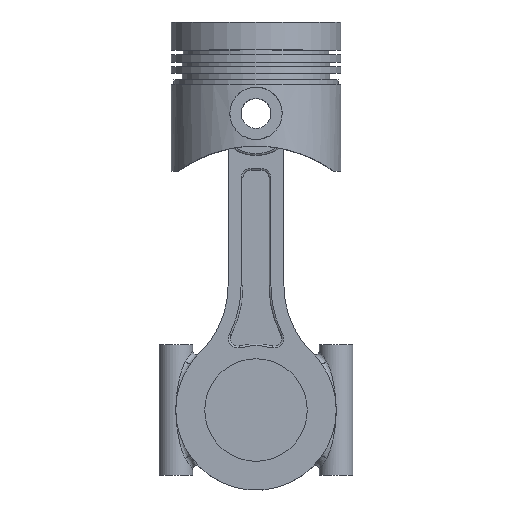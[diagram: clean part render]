
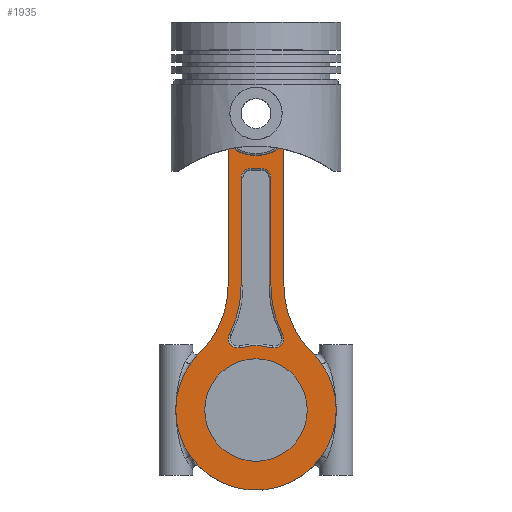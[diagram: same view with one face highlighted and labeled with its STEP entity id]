
A CAD part, top view. The second image highlights one B-rep face of the part: STEP entity #1935.
In plain terms, the highlighted planar face has unit normal (0, 0, 1).
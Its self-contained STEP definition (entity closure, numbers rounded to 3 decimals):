
#105=LINE('',#3284,#173);
#106=LINE('',#3307,#174);
#116=LINE('',#3376,#184);
#117=LINE('',#3378,#185);
#173=VECTOR('',#2620,10.);
#174=VECTOR('',#2649,10.);
#184=VECTOR('',#2731,10.);
#185=VECTOR('',#2732,10.);
#279=FACE_BOUND('',#499,.T.);
#280=FACE_BOUND('',#500,.T.);
#307=PLANE('',#2242);
#373=FACE_OUTER_BOUND('',#498,.T.);
#498=EDGE_LOOP('',(#1471,#1472,#1473,#1474,#1475,#1476,#1477,#1478,#1479,
#1480,#1481,#1482));
#499=EDGE_LOOP('',(#1483));
#500=EDGE_LOOP('',(#1484,#1485,#1486,#1487,#1488,#1489,#1490,#1491,#1492,
#1493));
#609=CIRCLE('',#2126,22.5);
#663=CIRCLE('',#2203,5.);
#666=CIRCLE('',#2207,29.5);
#669=CIRCLE('',#2211,5.);
#673=CIRCLE('',#2217,57.);
#676=CIRCLE('',#2221,5.);
#679=CIRCLE('',#2225,34.5);
#682=CIRCLE('',#2229,5.);
#684=CIRCLE('',#2232,57.);
#689=CIRCLE('',#2243,43.);
#690=CIRCLE('',#2244,43.);
#691=CIRCLE('',#2245,43.);
#692=CIRCLE('',#2246,43.);
#693=CIRCLE('',#2247,43.);
#694=CIRCLE('',#2248,43.);
#695=CIRCLE('',#2249,43.);
#696=CIRCLE('',#2250,50.);
#697=CIRCLE('',#2251,50.);
#698=CIRCLE('',#2252,27.5);
#804=VERTEX_POINT('',#3141);
#805=VERTEX_POINT('',#3142);
#851=VERTEX_POINT('',#3277);
#854=VERTEX_POINT('',#3282);
#856=VERTEX_POINT('',#3287);
#858=VERTEX_POINT('',#3293);
#860=VERTEX_POINT('',#3299);
#862=VERTEX_POINT('',#3305);
#864=VERTEX_POINT('',#3311);
#866=VERTEX_POINT('',#3317);
#868=VERTEX_POINT('',#3323);
#870=VERTEX_POINT('',#3329);
#877=VERTEX_POINT('',#3359);
#878=VERTEX_POINT('',#3360);
#879=VERTEX_POINT('',#3362);
#880=VERTEX_POINT('',#3364);
#881=VERTEX_POINT('',#3366);
#882=VERTEX_POINT('',#3368);
#883=VERTEX_POINT('',#3370);
#884=VERTEX_POINT('',#3372);
#885=VERTEX_POINT('',#3374);
#886=VERTEX_POINT('',#3377);
#887=VERTEX_POINT('',#3380);
#1001=EDGE_CURVE('',#804,#805,#609,.T.);
#1071=EDGE_CURVE('',#854,#851,#105,.T.);
#1073=EDGE_CURVE('',#856,#854,#663,.T.);
#1076=EDGE_CURVE('',#858,#856,#666,.T.);
#1079=EDGE_CURVE('',#860,#858,#669,.T.);
#1082=EDGE_CURVE('',#862,#860,#106,.T.);
#1085=EDGE_CURVE('',#864,#862,#673,.T.);
#1088=EDGE_CURVE('',#866,#864,#676,.T.);
#1091=EDGE_CURVE('',#868,#866,#679,.T.);
#1094=EDGE_CURVE('',#870,#868,#682,.T.);
#1096=EDGE_CURVE('',#851,#870,#684,.T.);
#1109=EDGE_CURVE('',#877,#878,#689,.T.);
#1110=EDGE_CURVE('',#878,#879,#690,.T.);
#1111=EDGE_CURVE('',#879,#880,#691,.T.);
#1112=EDGE_CURVE('',#880,#881,#692,.T.);
#1113=EDGE_CURVE('',#881,#882,#693,.T.);
#1114=EDGE_CURVE('',#882,#883,#694,.T.);
#1115=EDGE_CURVE('',#883,#884,#695,.T.);
#1116=EDGE_CURVE('',#884,#885,#696,.T.);
#1117=EDGE_CURVE('',#885,#804,#116,.T.);
#1118=EDGE_CURVE('',#805,#886,#117,.T.);
#1119=EDGE_CURVE('',#886,#877,#697,.T.);
#1120=EDGE_CURVE('',#887,#887,#698,.T.);
#1471=ORIENTED_EDGE('',*,*,#1109,.T.);
#1472=ORIENTED_EDGE('',*,*,#1110,.T.);
#1473=ORIENTED_EDGE('',*,*,#1111,.T.);
#1474=ORIENTED_EDGE('',*,*,#1112,.T.);
#1475=ORIENTED_EDGE('',*,*,#1113,.T.);
#1476=ORIENTED_EDGE('',*,*,#1114,.T.);
#1477=ORIENTED_EDGE('',*,*,#1115,.T.);
#1478=ORIENTED_EDGE('',*,*,#1116,.T.);
#1479=ORIENTED_EDGE('',*,*,#1117,.T.);
#1480=ORIENTED_EDGE('',*,*,#1001,.T.);
#1481=ORIENTED_EDGE('',*,*,#1118,.T.);
#1482=ORIENTED_EDGE('',*,*,#1119,.T.);
#1483=ORIENTED_EDGE('',*,*,#1120,.T.);
#1484=ORIENTED_EDGE('',*,*,#1071,.F.);
#1485=ORIENTED_EDGE('',*,*,#1073,.F.);
#1486=ORIENTED_EDGE('',*,*,#1076,.F.);
#1487=ORIENTED_EDGE('',*,*,#1079,.F.);
#1488=ORIENTED_EDGE('',*,*,#1082,.F.);
#1489=ORIENTED_EDGE('',*,*,#1085,.F.);
#1490=ORIENTED_EDGE('',*,*,#1088,.F.);
#1491=ORIENTED_EDGE('',*,*,#1091,.F.);
#1492=ORIENTED_EDGE('',*,*,#1094,.F.);
#1493=ORIENTED_EDGE('',*,*,#1096,.F.);
#1935=ADVANCED_FACE('',(#373,#279,#280),#307,.T.);
#2126=AXIS2_PLACEMENT_3D('',#3143,#2453,#2454);
#2203=AXIS2_PLACEMENT_3D('',#3289,#2625,#2626);
#2207=AXIS2_PLACEMENT_3D('',#3295,#2633,#2634);
#2211=AXIS2_PLACEMENT_3D('',#3301,#2641,#2642);
#2217=AXIS2_PLACEMENT_3D('',#3313,#2655,#2656);
#2221=AXIS2_PLACEMENT_3D('',#3319,#2663,#2664);
#2225=AXIS2_PLACEMENT_3D('',#3325,#2671,#2672);
#2229=AXIS2_PLACEMENT_3D('',#3331,#2679,#2680);
#2232=AXIS2_PLACEMENT_3D('',#3334,#2685,#2686);
#2242=AXIS2_PLACEMENT_3D('',#3358,#2713,#2714);
#2243=AXIS2_PLACEMENT_3D('',#3361,#2715,#2716);
#2244=AXIS2_PLACEMENT_3D('',#3363,#2717,#2718);
#2245=AXIS2_PLACEMENT_3D('',#3365,#2719,#2720);
#2246=AXIS2_PLACEMENT_3D('',#3367,#2721,#2722);
#2247=AXIS2_PLACEMENT_3D('',#3369,#2723,#2724);
#2248=AXIS2_PLACEMENT_3D('',#3371,#2725,#2726);
#2249=AXIS2_PLACEMENT_3D('',#3373,#2727,#2728);
#2250=AXIS2_PLACEMENT_3D('',#3375,#2729,#2730);
#2251=AXIS2_PLACEMENT_3D('',#3379,#2733,#2734);
#2252=AXIS2_PLACEMENT_3D('',#3381,#2735,#2736);
#2453=DIRECTION('center_axis',(0.,0.,-1.));
#2454=DIRECTION('ref_axis',(-1.,0.,0.));
#2620=DIRECTION('',(1.,0.,0.));
#2625=DIRECTION('center_axis',(0.,0.,1.));
#2626=DIRECTION('ref_axis',(-0.737,-0.676,0.));
#2633=DIRECTION('center_axis',(0.,0.,-1.));
#2634=DIRECTION('ref_axis',(1.,0.,0.));
#2641=DIRECTION('center_axis',(0.,0.,1.));
#2642=DIRECTION('ref_axis',(-0.737,0.676,0.));
#2649=DIRECTION('',(-1.,0.,0.));
#2655=DIRECTION('center_axis',(0.,0.,-1.));
#2656=DIRECTION('ref_axis',(0.234,-0.972,0.));
#2663=DIRECTION('center_axis',(0.,0.,1.));
#2664=DIRECTION('ref_axis',(0.624,0.781,0.));
#2671=DIRECTION('center_axis',(0.,0.,-1.));
#2672=DIRECTION('ref_axis',(-1.,0.,0.));
#2679=DIRECTION('center_axis',(0.,0.,1.));
#2680=DIRECTION('ref_axis',(0.624,-0.781,0.));
#2685=DIRECTION('center_axis',(0.,0.,-1.));
#2686=DIRECTION('ref_axis',(0.234,0.972,0.));
#2713=DIRECTION('center_axis',(0.,0.,1.));
#2714=DIRECTION('ref_axis',(1.,0.,0.));
#2715=DIRECTION('center_axis',(0.,0.,1.));
#2716=DIRECTION('ref_axis',(-0.715,-0.699,0.));
#2717=DIRECTION('center_axis',(0.,0.,1.));
#2718=DIRECTION('ref_axis',(-0.715,-0.699,0.));
#2719=DIRECTION('center_axis',(0.,0.,1.));
#2720=DIRECTION('ref_axis',(-0.715,-0.699,0.));
#2721=DIRECTION('center_axis',(0.,0.,1.));
#2722=DIRECTION('ref_axis',(-0.715,-0.699,0.));
#2723=DIRECTION('center_axis',(0.,0.,1.));
#2724=DIRECTION('ref_axis',(-0.715,-0.699,0.));
#2725=DIRECTION('center_axis',(0.,0.,1.));
#2726=DIRECTION('ref_axis',(-0.715,-0.699,0.));
#2727=DIRECTION('center_axis',(0.,0.,1.));
#2728=DIRECTION('ref_axis',(-0.715,-0.699,0.));
#2729=DIRECTION('center_axis',(0.,0.,-1.));
#2730=DIRECTION('ref_axis',(0.,1.,0.));
#2731=DIRECTION('',(-1.,0.,0.));
#2732=DIRECTION('',(1.,0.,0.));
#2733=DIRECTION('center_axis',(0.,0.,-1.));
#2734=DIRECTION('ref_axis',(-0.715,-0.699,0.));
#2735=DIRECTION('center_axis',(0.,0.,-1.));
#2736=DIRECTION('ref_axis',(-1.,0.,0.));
#3141=CARTESIAN_POINT('',(16.771,15.,9.));
#3142=CARTESIAN_POINT('',(16.771,-15.,9.));
#3143=CARTESIAN_POINT('Origin',(0.,0.,9.));
#3277=CARTESIAN_POINT('',(92.487,-8.,9.));
#3282=CARTESIAN_POINT('',(34.369,-8.,9.));
#3284=CARTESIAN_POINT('',(100.936,-8.,9.));
#3287=CARTESIAN_POINT('',(29.388,-2.565,9.));
#3289=CARTESIAN_POINT('Origin',(34.369,-3.,9.));
#3293=CARTESIAN_POINT('',(29.388,2.565,9.));
#3295=CARTESIAN_POINT('Origin',(0.,0.,9.));
#3299=CARTESIAN_POINT('',(34.369,8.,9.));
#3301=CARTESIAN_POINT('Origin',(34.369,3.,9.));
#3305=CARTESIAN_POINT('',(92.487,8.,9.));
#3307=CARTESIAN_POINT('',(71.877,8.,9.));
#3311=CARTESIAN_POINT('',(118.459,14.261,9.));
#3313=CARTESIAN_POINT('Origin',(92.487,65.,9.));
#3317=CARTESIAN_POINT('',(125.581,8.569,9.));
#3319=CARTESIAN_POINT('Origin',(120.738,9.81,9.));
#3323=CARTESIAN_POINT('',(125.581,-8.569,9.));
#3325=CARTESIAN_POINT('Origin',(159.,0.,9.));
#3329=CARTESIAN_POINT('',(118.459,-14.261,9.));
#3331=CARTESIAN_POINT('Origin',(120.738,-9.81,9.));
#3334=CARTESIAN_POINT('Origin',(92.487,-65.,9.));
#3358=CARTESIAN_POINT('Origin',(109.385,0.,9.));
#3359=CARTESIAN_POINT('',(128.247,-30.054,9.));
#3360=CARTESIAN_POINT('',(134.084,-35.045,9.));
#3361=CARTESIAN_POINT('Origin',(159.,0.,9.));
#3362=CARTESIAN_POINT('',(159.,-43.,9.));
#3363=CARTESIAN_POINT('Origin',(159.,0.,9.));
#3364=CARTESIAN_POINT('',(183.916,-35.045,9.));
#3365=CARTESIAN_POINT('Origin',(159.,0.,9.));
#3366=CARTESIAN_POINT('',(183.916,35.045,9.));
#3367=CARTESIAN_POINT('Origin',(159.,0.,9.));
#3368=CARTESIAN_POINT('',(159.,43.,9.));
#3369=CARTESIAN_POINT('Origin',(159.,0.,9.));
#3370=CARTESIAN_POINT('',(134.084,35.045,9.));
#3371=CARTESIAN_POINT('Origin',(159.,0.,9.));
#3372=CARTESIAN_POINT('',(128.247,30.054,9.));
#3373=CARTESIAN_POINT('Origin',(159.,0.,9.));
#3374=CARTESIAN_POINT('',(92.487,15.,9.));
#3375=CARTESIAN_POINT('Origin',(92.487,65.,9.));
#3376=CARTESIAN_POINT('',(92.487,15.,9.));
#3377=CARTESIAN_POINT('',(92.487,-15.,9.));
#3378=CARTESIAN_POINT('',(16.771,-15.,9.));
#3379=CARTESIAN_POINT('Origin',(92.487,-65.,9.));
#3380=CARTESIAN_POINT('',(186.5,0.,9.));
#3381=CARTESIAN_POINT('Origin',(159.,0.,9.));
